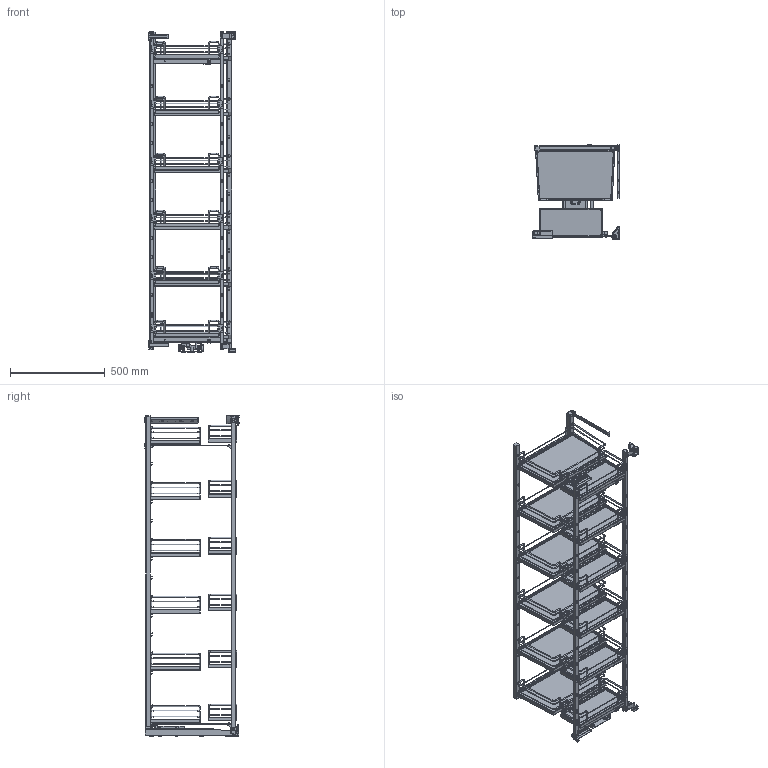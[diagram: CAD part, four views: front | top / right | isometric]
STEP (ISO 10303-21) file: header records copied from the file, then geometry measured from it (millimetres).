
FILE_DESCRIPTION(('STEP AP214'),'1');
FILE_NAME('TANDEM III - CLASIC 500-1700.stp','2026-03-14T12:11:54',(' '),(' '),'Spatial InterOp 3D',' ',' ');
FILE_SCHEMA(('automotive_design'));
Length unit declared in the file: millimetre
Products named in the file (255): _ prostok_tny _ 7x18_1 R_1; _40; _42; _44; _46; _48; zawieszka; _62; _64; _66; _68; _70; _84; _86; _88; _90; _92; _106; _108; _110; _112; _114; _128; _130; _132; _134; _136; _150; _152; _154; _156; _158; _172; _174; _176; _178; _180; _190; _192; _194 ...
Bounding box: 457 x 498.05 x 1691.5 mm (x, y, z)
Volume: 13256341.2 mm3; surface area: 5445530.5 mm2
Topology: 255 solids, 255 shells, 4374 faces, 10904 edges, 6956 vertices
Faces by surface type: plane 2102, cylinder 1694, torus 362, cone 115, sphere 60, bspline 37, extrusion 4
Full cylindrical faces by diameter (mm): 3.3 x3, 4 x158, 4.2 x6, 4.5 x2, 5.5 x8, 6 x143, 6.5 x33, 6.75 x2, 7 x7, 8 x13, 8.5 x8, 8.9 x2, 10 x2, 12 x6, 13 x2, 17 x1, 18 x1, 20 x8, 22 x6, 24.5 x1, 27 x1, 30 x4, 32 x1
Entity records: 167309 total; most frequent: CARTESIAN_POINT 25298, DIRECTION 22555, ORIENTED_EDGE 19900, EDGE_CURVE 9950, AXIS2_PLACEMENT_3D 8354, VERTEX_POINT 6835, VECTOR 5847, LINE 5843
